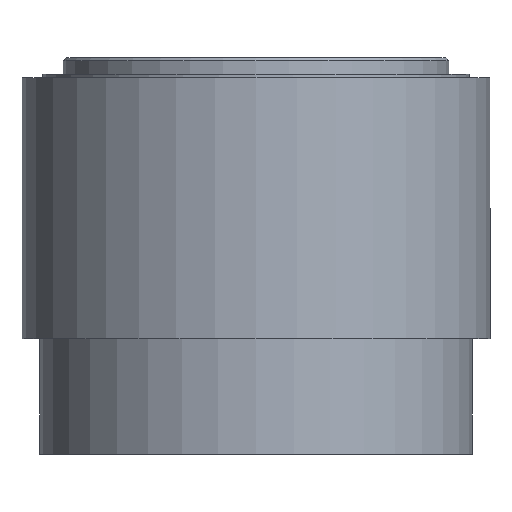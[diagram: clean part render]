
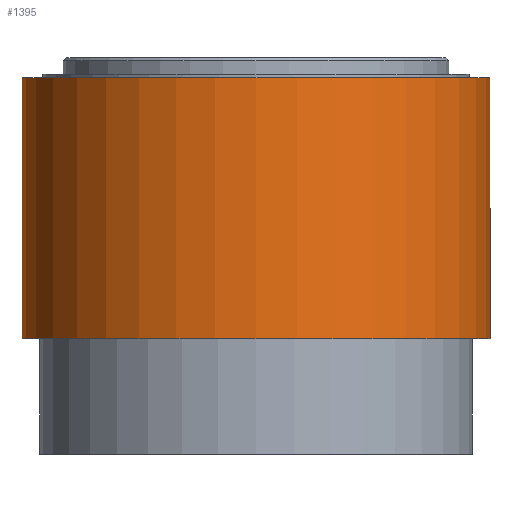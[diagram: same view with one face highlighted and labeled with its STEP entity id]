
A CAD part, front view. The second image highlights one B-rep face of the part: STEP entity #1395.
In plain terms, the highlighted cylindrical face has radius 42.5 mm (diameter 85 mm), a partial arc.
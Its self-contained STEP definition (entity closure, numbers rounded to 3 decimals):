
#188 = EDGE_CURVE ( 'NONE', #196, #335, #1682, .T. ) ;
#193 = VERTEX_POINT ( 'NONE', #1761 ) ;
#194 = VERTEX_POINT ( 'NONE', #1742 ) ;
#196 = VERTEX_POINT ( 'NONE', #1755 ) ;
#335 = VERTEX_POINT ( 'NONE', #2337 ) ;
#362 = EDGE_CURVE ( 'NONE', #194, #193, #2450, .T. ) ;
#1395 = ADVANCED_FACE ( 'NONE', ( #3903 ), #3911, .T. ) ;
#1396 = EDGE_CURVE ( 'NONE', #196, #194, #3899, .T. ) ;
#1397 = ORIENTED_EDGE ( 'NONE', *, *, #1396, .F. ) ;
#1400 = EDGE_LOOP ( 'NONE', ( #1403, #1397, #1413, #1410 ) ) ;
#1403 = ORIENTED_EDGE ( 'NONE', *, *, #362, .F. ) ;
#1410 = ORIENTED_EDGE ( 'NONE', *, *, #1412, .F. ) ;
#1412 = EDGE_CURVE ( 'NONE', #193, #335, #3927, .T. ) ;
#1413 = ORIENTED_EDGE ( 'NONE', *, *, #188, .T. ) ;
#1672 = VECTOR ( 'NONE', #1677, 1000. ) ;
#1677 = DIRECTION ( 'NONE',  ( 0., 0., -1. ) ) ;
#1682 = LINE ( 'NONE', #1683, #1672 ) ;
#1683 = CARTESIAN_POINT ( 'NONE',  ( -42.5, -47., 29. ) ) ;
#1742 = CARTESIAN_POINT ( 'NONE',  ( 42.5, -47., 68.35 ) ) ;
#1755 = CARTESIAN_POINT ( 'NONE',  ( -42.5, -47., 68.35 ) ) ;
#1761 = CARTESIAN_POINT ( 'NONE',  ( 42.5, -47., 21. ) ) ;
#2337 = CARTESIAN_POINT ( 'NONE',  ( -42.5, -47., 21. ) ) ;
#2434 = DIRECTION ( 'NONE',  ( 0., 0., -1. ) ) ;
#2435 = VECTOR ( 'NONE', #2434, 1000. ) ;
#2436 = CARTESIAN_POINT ( 'NONE',  ( 42.5, -47., 29. ) ) ;
#2450 = LINE ( 'NONE', #2436, #2435 ) ;
#3894 = DIRECTION ( 'NONE',  ( 1., 0., 0. ) ) ;
#3895 = DIRECTION ( 'NONE',  ( 0., 0., 1. ) ) ;
#3896 = CARTESIAN_POINT ( 'NONE',  ( 0., -47., 68.35 ) ) ;
#3898 = AXIS2_PLACEMENT_3D ( 'NONE', #3896, #3895, #3894 ) ;
#3899 = CIRCLE ( 'NONE', #3898, 42.5 ) ;
#3902 = DIRECTION ( 'NONE',  ( -1., 0., 0. ) ) ;
#3903 = FACE_OUTER_BOUND ( 'NONE', #1400, .T. ) ;
#3904 = DIRECTION ( 'NONE',  ( 0., 0., -1. ) ) ;
#3905 = CARTESIAN_POINT ( 'NONE',  ( 0., -47., 29. ) ) ;
#3910 = AXIS2_PLACEMENT_3D ( 'NONE', #3905, #3904, #3902 ) ;
#3911 = CYLINDRICAL_SURFACE ( 'NONE', #3910, 42.5 ) ;
#3924 = DIRECTION ( 'NONE',  ( 0., 0., -1. ) ) ;
#3926 = AXIS2_PLACEMENT_3D ( 'NONE', #3930, #3924, #3937 ) ;
#3927 = CIRCLE ( 'NONE', #3926, 42.5 ) ;
#3930 = CARTESIAN_POINT ( 'NONE',  ( 0., -47., 21. ) ) ;
#3937 = DIRECTION ( 'NONE',  ( -1., 0., 0. ) ) ;
